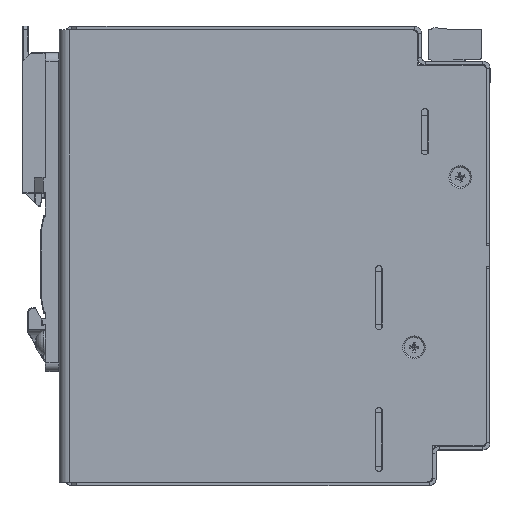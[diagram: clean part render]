
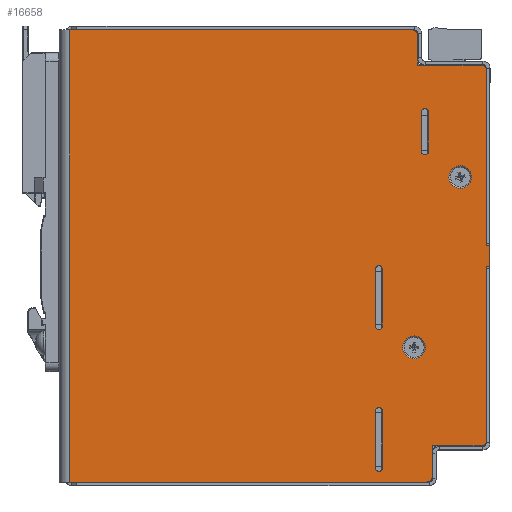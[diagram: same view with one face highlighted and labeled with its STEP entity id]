
A CAD part, top view. The second image highlights one B-rep face of the part: STEP entity #16658.
In plain terms, the highlighted face is planar.
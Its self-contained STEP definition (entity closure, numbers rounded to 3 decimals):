
#16658=ADVANCED_FACE('',(#38227,#38229,#38231,#38233,#38235,#38237),#38239,.F.);
#38227=FACE_BOUND('',#38228,.T.);
#38228=EDGE_LOOP('',(#60737,#60738,#60739,#60740,#60741,#60742,#60743,#60744,#60745,
#60746,#60747,#60748,#60749,#60750,#60751,#60752));
#38229=FACE_BOUND('',#38230,.T.);
#38230=EDGE_LOOP('',(#60753,#60754,#60755,#60756));
#38231=FACE_BOUND('',#38232,.T.);
#38232=EDGE_LOOP('',(#60757,#60758,#60759,#60760));
#38233=FACE_BOUND('',#38234,.T.);
#38234=EDGE_LOOP('',(#60761,#60762,#60763,#60764));
#38235=FACE_BOUND('',#38236,.T.);
#38236=EDGE_LOOP('',(#60765));
#38237=FACE_BOUND('',#38238,.T.);
#38238=EDGE_LOOP('',(#60766));
#38239=PLANE('',#38240);
#38240=AXIS2_PLACEMENT_3D('',#38241,#38242,#38243);
#38241=CARTESIAN_POINT('',(0.,0.,0.));
#38242=DIRECTION('',(0.,1.,0.));
#38243=DIRECTION('',(0.,0.,-1.));
#60737=ORIENTED_EDGE('',*,*,#71388,.F.);
#60738=ORIENTED_EDGE('',*,*,#71389,.F.);
#60739=ORIENTED_EDGE('',*,*,#71390,.F.);
#60740=ORIENTED_EDGE('',*,*,#71391,.F.);
#60741=ORIENTED_EDGE('',*,*,#71392,.F.);
#60742=ORIENTED_EDGE('',*,*,#71393,.F.);
#60743=ORIENTED_EDGE('',*,*,#71394,.F.);
#60744=ORIENTED_EDGE('',*,*,#71395,.T.);
#60745=ORIENTED_EDGE('',*,*,#71396,.T.);
#60746=ORIENTED_EDGE('',*,*,#71397,.F.);
#60747=ORIENTED_EDGE('',*,*,#71398,.F.);
#60748=ORIENTED_EDGE('',*,*,#71355,.T.);
#60749=ORIENTED_EDGE('',*,*,#71399,.F.);
#60750=ORIENTED_EDGE('',*,*,#71400,.F.);
#60751=ORIENTED_EDGE('',*,*,#71401,.T.);
#60752=ORIENTED_EDGE('',*,*,#71402,.T.);
#60753=ORIENTED_EDGE('',*,*,#71403,.T.);
#60754=ORIENTED_EDGE('',*,*,#71404,.T.);
#60755=ORIENTED_EDGE('',*,*,#71405,.T.);
#60756=ORIENTED_EDGE('',*,*,#71406,.T.);
#60757=ORIENTED_EDGE('',*,*,#71407,.T.);
#60758=ORIENTED_EDGE('',*,*,#71408,.T.);
#60759=ORIENTED_EDGE('',*,*,#71409,.T.);
#60760=ORIENTED_EDGE('',*,*,#71410,.T.);
#60761=ORIENTED_EDGE('',*,*,#71411,.T.);
#60762=ORIENTED_EDGE('',*,*,#71412,.T.);
#60763=ORIENTED_EDGE('',*,*,#71413,.T.);
#60764=ORIENTED_EDGE('',*,*,#71414,.T.);
#60765=ORIENTED_EDGE('',*,*,#71415,.T.);
#60766=ORIENTED_EDGE('',*,*,#71416,.T.);
#71355=EDGE_CURVE('',#83265,#83263,#83266,.T.);
#71388=EDGE_CURVE('',#83327,#83328,#83329,.F.);
#71389=EDGE_CURVE('',#83330,#83327,#83331,.T.);
#71390=EDGE_CURVE('',#83332,#83330,#83333,.T.);
#71391=EDGE_CURVE('',#83334,#83332,#83335,.T.);
#71392=EDGE_CURVE('',#83336,#83334,#83337,.T.);
#71393=EDGE_CURVE('',#83338,#83336,#83339,.T.);
#71394=EDGE_CURVE('',#83340,#83338,#83341,.F.);
#71395=EDGE_CURVE('',#83340,#83342,#83343,.T.);
#71396=EDGE_CURVE('',#83342,#83344,#83345,.T.);
#71397=EDGE_CURVE('',#83346,#83344,#83347,.F.);
#71398=EDGE_CURVE('',#83265,#83346,#83348,.T.);
#71399=EDGE_CURVE('',#83349,#83263,#83350,.T.);
#71400=EDGE_CURVE('',#83351,#83349,#83352,.F.);
#71401=EDGE_CURVE('',#83351,#83353,#83354,.T.);
#71402=EDGE_CURVE('',#83353,#83328,#83355,.T.);
#71403=EDGE_CURVE('',#83356,#83357,#83358,.T.);
#71404=EDGE_CURVE('',#83357,#83359,#83360,.T.);
#71405=EDGE_CURVE('',#83359,#83361,#83362,.T.);
#71406=EDGE_CURVE('',#83361,#83356,#83363,.T.);
#71407=EDGE_CURVE('',#83364,#83365,#83366,.T.);
#71408=EDGE_CURVE('',#83365,#83367,#83368,.T.);
#71409=EDGE_CURVE('',#83367,#83369,#83370,.T.);
#71410=EDGE_CURVE('',#83369,#83364,#83371,.T.);
#71411=EDGE_CURVE('',#83372,#83373,#83374,.T.);
#71412=EDGE_CURVE('',#83373,#83375,#83376,.T.);
#71413=EDGE_CURVE('',#83375,#83377,#83378,.T.);
#71414=EDGE_CURVE('',#83377,#83372,#83379,.T.);
#71415=EDGE_CURVE('',#83380,#83380,#83381,.T.);
#71416=EDGE_CURVE('',#83382,#83382,#83383,.T.);
#83263=VERTEX_POINT('',#129581);
#83265=VERTEX_POINT('',#129586);
#83266=LINE('',#129587,#129588);
#83327=VERTEX_POINT('',#129727);
#83328=VERTEX_POINT('',#129728);
#83329=CIRCLE('',#129729,1.5);
#83330=VERTEX_POINT('',#129733);
#83331=LINE('',#129734,#129735);
#83332=VERTEX_POINT('',#129737);
#83333=LINE('',#129738,#129739);
#83334=VERTEX_POINT('',#129741);
#83335=LINE('',#129742,#129743);
#83336=VERTEX_POINT('',#129745);
#83337=LINE('',#129746,#129747);
#83338=VERTEX_POINT('',#129749);
#83339=LINE('',#129750,#129751);
#83340=VERTEX_POINT('',#129753);
#83341=CIRCLE('',#129754,1.5);
#83342=VERTEX_POINT('',#129758);
#83343=LINE('',#129759,#129760);
#83344=VERTEX_POINT('',#129762);
#83345=LINE('',#129763,#129764);
#83346=VERTEX_POINT('',#129766);
#83347=CIRCLE('',#129767,1.5);
#83348=LINE('',#129771,#129772);
#83349=VERTEX_POINT('',#129774);
#83350=LINE('',#129775,#129776);
#83351=VERTEX_POINT('',#129778);
#83352=CIRCLE('',#129779,1.5);
#83353=VERTEX_POINT('',#129783);
#83354=LINE('',#129784,#129785);
#83355=LINE('',#129787,#129788);
#83356=VERTEX_POINT('',#129790);
#83357=VERTEX_POINT('',#129791);
#83358=CIRCLE('',#129792,1.);
#83359=VERTEX_POINT('',#129796);
#83360=LINE('',#129797,#129798);
#83361=VERTEX_POINT('',#129800);
#83362=CIRCLE('',#129801,1.);
#83363=LINE('',#129805,#129806);
#83364=VERTEX_POINT('',#129808);
#83365=VERTEX_POINT('',#129809);
#83366=CIRCLE('',#129810,1.);
#83367=VERTEX_POINT('',#129814);
#83368=LINE('',#129815,#129816);
#83369=VERTEX_POINT('',#129818);
#83370=CIRCLE('',#129819,1.);
#83371=LINE('',#129823,#129824);
#83372=VERTEX_POINT('',#129826);
#83373=VERTEX_POINT('',#129827);
#83374=CIRCLE('',#129828,1.);
#83375=VERTEX_POINT('',#129832);
#83376=LINE('',#129833,#129834);
#83377=VERTEX_POINT('',#129836);
#83378=CIRCLE('',#129837,1.);
#83379=LINE('',#129841,#129842);
#83380=VERTEX_POINT('',#129844);
#83381=CIRCLE('',#129845,3.2);
#83382=VERTEX_POINT('',#129849);
#83383=CIRCLE('',#129850,3.2);
#129581=CARTESIAN_POINT('',(63.75,0.,-58.75));
#129586=CARTESIAN_POINT('',(-63.75,0.,-58.75));
#129587=CARTESIAN_POINT('',(-63.75,0.,-58.75));
#129588=VECTOR('',#129589,1.);
#129589=DIRECTION('',(1.,0.,0.));
#129727=CARTESIAN_POINT('',(52.05,0.,58.75));
#129728=CARTESIAN_POINT('',(53.55,0.,57.25));
#129729=AXIS2_PLACEMENT_3D('',#129730,#129731,#129732);
#129730=CARTESIAN_POINT('',(52.05,0.,57.25));
#129731=DIRECTION('',(0.,-1.,0.));
#129732=DIRECTION('',(1.,0.,0.));
#129733=CARTESIAN_POINT('',(3.,0.,58.75));
#129734=CARTESIAN_POINT('',(3.,0.,58.75));
#129735=VECTOR('',#129736,1.);
#129736=DIRECTION('',(1.,0.,0.));
#129737=CARTESIAN_POINT('',(3.,0.,59.75));
#129738=CARTESIAN_POINT('',(3.,0.,59.75));
#129739=VECTOR('',#129740,1.);
#129740=DIRECTION('',(0.,0.,-1.));
#129741=CARTESIAN_POINT('',(-3.,0.,59.75));
#129742=CARTESIAN_POINT('',(-3.,0.,59.75));
#129743=VECTOR('',#129744,1.);
#129744=DIRECTION('',(1.,0.,0.));
#129745=CARTESIAN_POINT('',(-3.,0.,58.75));
#129746=CARTESIAN_POINT('',(-3.,0.,58.75));
#129747=VECTOR('',#129748,1.);
#129748=DIRECTION('',(0.,0.,1.));
#129749=CARTESIAN_POINT('',(-52.35,0.,58.75));
#129750=CARTESIAN_POINT('',(-52.35,0.,58.75));
#129751=VECTOR('',#129752,1.);
#129752=DIRECTION('',(1.,0.,0.));
#129753=CARTESIAN_POINT('',(-53.85,0.,57.25));
#129754=AXIS2_PLACEMENT_3D('',#129755,#129756,#129757);
#129755=CARTESIAN_POINT('',(-52.35,0.,57.25));
#129756=DIRECTION('',(0.,-1.,0.));
#129757=DIRECTION('',(0.,0.,1.));
#129758=CARTESIAN_POINT('',(-53.85,0.,39.35));
#129759=CARTESIAN_POINT('',(-53.85,0.,57.25));
#129760=VECTOR('',#129761,1.);
#129761=DIRECTION('',(0.,0.,-1.));
#129762=CARTESIAN_POINT('',(-62.25,0.,39.35));
#129763=CARTESIAN_POINT('',(-53.85,0.,39.35));
#129764=VECTOR('',#129765,1.);
#129765=DIRECTION('',(-1.,0.,0.));
#129766=CARTESIAN_POINT('',(-63.75,0.,37.85));
#129767=AXIS2_PLACEMENT_3D('',#129768,#129769,#129770);
#129768=CARTESIAN_POINT('',(-62.25,0.,37.85));
#129769=DIRECTION('',(0.,-1.,0.));
#129770=DIRECTION('',(0.,0.,1.));
#129771=CARTESIAN_POINT('',(-63.75,0.,-58.75));
#129772=VECTOR('',#129773,1.);
#129773=DIRECTION('',(0.,0.,1.));
#129774=CARTESIAN_POINT('',(63.75,0.,41.95));
#129775=CARTESIAN_POINT('',(63.75,0.,41.95));
#129776=VECTOR('',#129777,1.);
#129777=DIRECTION('',(0.,0.,-1.));
#129778=CARTESIAN_POINT('',(62.25,0.,43.45));
#129779=AXIS2_PLACEMENT_3D('',#129780,#129781,#129782);
#129780=CARTESIAN_POINT('',(62.25,0.,41.95));
#129781=DIRECTION('',(0.,-1.,0.));
#129782=DIRECTION('',(1.,0.,0.));
#129783=CARTESIAN_POINT('',(53.55,0.,43.45));
#129784=CARTESIAN_POINT('',(62.25,0.,43.45));
#129785=VECTOR('',#129786,1.);
#129786=DIRECTION('',(-1.,0.,0.));
#129787=CARTESIAN_POINT('',(53.55,0.,43.45));
#129788=VECTOR('',#129789,1.);
#129789=DIRECTION('',(0.,0.,1.));
#129790=CARTESIAN_POINT('',(19.75,0.,29.4));
#129791=CARTESIAN_POINT('',(19.75,0.,27.4));
#129792=AXIS2_PLACEMENT_3D('',#129793,#129794,#129795);
#129793=CARTESIAN_POINT('',(19.75,0.,28.4));
#129794=DIRECTION('',(0.,1.,0.));
#129795=DIRECTION('',(0.,0.,1.));
#129796=CARTESIAN_POINT('',(3.75,0.,27.4));
#129797=CARTESIAN_POINT('',(19.75,0.,27.4));
#129798=VECTOR('',#129799,1.);
#129799=DIRECTION('',(-1.,0.,0.));
#129800=CARTESIAN_POINT('',(3.75,0.,29.4));
#129801=AXIS2_PLACEMENT_3D('',#129802,#129803,#129804);
#129802=CARTESIAN_POINT('',(3.75,0.,28.4));
#129803=DIRECTION('',(0.,1.,0.));
#129804=DIRECTION('',(0.,0.,-1.));
#129805=CARTESIAN_POINT('',(3.75,0.,29.4));
#129806=VECTOR('',#129807,1.);
#129807=DIRECTION('',(1.,0.,0.));
#129808=CARTESIAN_POINT('',(59.75,0.,29.4));
#129809=CARTESIAN_POINT('',(59.75,0.,27.4));
#129810=AXIS2_PLACEMENT_3D('',#129811,#129812,#129813);
#129811=CARTESIAN_POINT('',(59.75,0.,28.4));
#129812=DIRECTION('',(0.,1.,0.));
#129813=DIRECTION('',(0.,0.,1.));
#129814=CARTESIAN_POINT('',(43.75,0.,27.4));
#129815=CARTESIAN_POINT('',(59.75,0.,27.4));
#129816=VECTOR('',#129817,1.);
#129817=DIRECTION('',(-1.,0.,0.));
#129818=CARTESIAN_POINT('',(43.75,0.,29.4));
#129819=AXIS2_PLACEMENT_3D('',#129820,#129821,#129822);
#129820=CARTESIAN_POINT('',(43.75,0.,28.4));
#129821=DIRECTION('',(0.,1.,0.));
#129822=DIRECTION('',(0.,0.,-1.));
#129823=CARTESIAN_POINT('',(43.75,0.,29.4));
#129824=VECTOR('',#129825,1.);
#129825=DIRECTION('',(1.,0.,0.));
#129826=CARTESIAN_POINT('',(-29.55,0.,42.4));
#129827=CARTESIAN_POINT('',(-29.55,0.,40.4));
#129828=AXIS2_PLACEMENT_3D('',#129829,#129830,#129831);
#129829=CARTESIAN_POINT('',(-29.55,0.,41.4));
#129830=DIRECTION('',(0.,1.,0.));
#129831=DIRECTION('',(0.,0.,1.));
#129832=CARTESIAN_POINT('',(-40.55,0.,40.4));
#129833=CARTESIAN_POINT('',(-29.55,0.,40.4));
#129834=VECTOR('',#129835,1.);
#129835=DIRECTION('',(-1.,0.,0.));
#129836=CARTESIAN_POINT('',(-40.55,0.,42.4));
#129837=AXIS2_PLACEMENT_3D('',#129838,#129839,#129840);
#129838=CARTESIAN_POINT('',(-40.55,0.,41.4));
#129839=DIRECTION('',(0.,1.,0.));
#129840=DIRECTION('',(0.,0.,-1.));
#129841=CARTESIAN_POINT('',(-40.55,0.,42.4));
#129842=VECTOR('',#129843,1.);
#129843=DIRECTION('',(1.,0.,0.));
#129844=CARTESIAN_POINT('',(-22.25,0.,48.15));
#129845=AXIS2_PLACEMENT_3D('',#129846,#129847,#129848);
#129846=CARTESIAN_POINT('',(-22.25,0.,51.35));
#129847=DIRECTION('',(0.,1.,0.));
#129848=DIRECTION('',(0.,0.,-1.));
#129849=CARTESIAN_POINT('',(25.75,0.,35.15));
#129850=AXIS2_PLACEMENT_3D('',#129851,#129852,#129853);
#129851=CARTESIAN_POINT('',(25.75,0.,38.35));
#129852=DIRECTION('',(0.,1.,0.));
#129853=DIRECTION('',(0.,0.,-1.));
